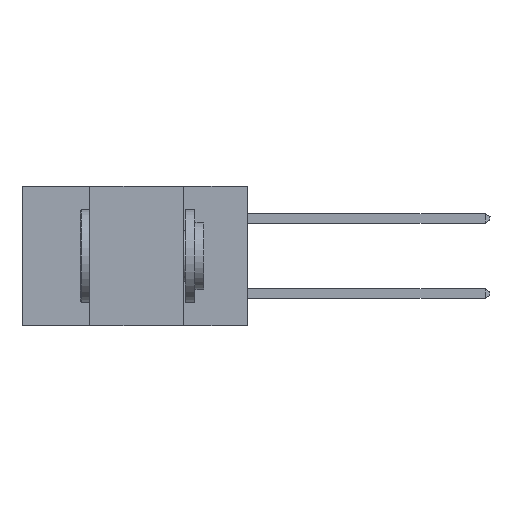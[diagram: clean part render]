
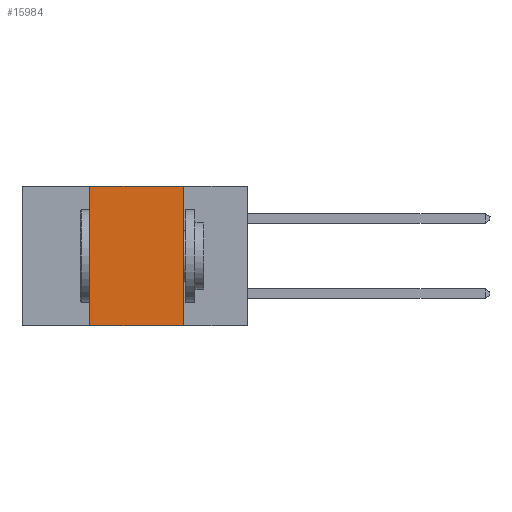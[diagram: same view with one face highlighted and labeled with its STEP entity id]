
A CAD part, left-side view. The second image highlights one B-rep face of the part: STEP entity #15984.
In plain terms, the highlighted planar face has unit normal (-1, 0, 0).
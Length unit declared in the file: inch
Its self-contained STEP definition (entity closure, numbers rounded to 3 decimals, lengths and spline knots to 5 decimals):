
#132 = CARTESIAN_POINT ( 'NONE',  ( 0., 0.42, 0. ) ) ;
#606 = CARTESIAN_POINT ( 'NONE',  ( 0., 0.17, 0. ) ) ;
#1381 = VECTOR ( 'NONE', #17305, 39.37008 ) ;
#2228 = CARTESIAN_POINT ( 'NONE',  ( 0., 0.42, -0.37 ) ) ;
#2313 = VERTEX_POINT ( 'NONE', #14367 ) ;
#2598 = ORIENTED_EDGE ( 'NONE', *, *, #13073, .T. ) ;
#4251 = PLANE ( 'NONE',  #8028 ) ;
#4960 = VERTEX_POINT ( 'NONE', #132 ) ;
#5135 = FACE_OUTER_BOUND ( 'NONE', #7305, .T. ) ;
#5181 = EDGE_CURVE ( 'NONE', #2313, #12571, #10302, .T. ) ;
#5585 = CARTESIAN_POINT ( 'NONE',  ( 0., 0.6, -0.37 ) ) ;
#6367 = ORIENTED_EDGE ( 'NONE', *, *, #17104, .F. ) ;
#7012 = DIRECTION ( 'NONE',  ( 0., -1., 0. ) ) ;
#7105 = VECTOR ( 'NONE', #7512, 39.37008 ) ;
#7305 = EDGE_LOOP ( 'NONE', ( #7459, #6367, #19841, #2598 ) ) ;
#7459 = ORIENTED_EDGE ( 'NONE', *, *, #5181, .F. ) ;
#7512 = DIRECTION ( 'NONE',  ( 0., 0., -1. ) ) ;
#7655 = EDGE_CURVE ( 'NONE', #8851, #4960, #10179, .T. ) ;
#8028 = AXIS2_PLACEMENT_3D ( 'NONE', #9398, #21032, #11083 ) ;
#8851 = VERTEX_POINT ( 'NONE', #2228 ) ;
#9398 = CARTESIAN_POINT ( 'NONE',  ( 0., 0.6, 0. ) ) ;
#10179 = LINE ( 'NONE', #11669, #13018 ) ;
#10302 = LINE ( 'NONE', #606, #7105 ) ;
#11083 = DIRECTION ( 'NONE',  ( 0., 0., -1. ) ) ;
#11669 = CARTESIAN_POINT ( 'NONE',  ( 0., 0.42, 0. ) ) ;
#11820 = CARTESIAN_POINT ( 'NONE',  ( 0., 0.6, 0. ) ) ;
#12571 = VERTEX_POINT ( 'NONE', #17010 ) ;
#13018 = VECTOR ( 'NONE', #16887, 39.37008 ) ;
#13073 = EDGE_CURVE ( 'NONE', #8851, #12571, #17660, .T. ) ;
#14367 = CARTESIAN_POINT ( 'NONE',  ( 0., 0.17, 0. ) ) ;
#14582 = LINE ( 'NONE', #11820, #15362 ) ;
#15362 = VECTOR ( 'NONE', #7012, 39.37008 ) ;
#15984 = ADVANCED_FACE ( 'NONE', ( #5135 ), #4251, .F. ) ;
#16887 = DIRECTION ( 'NONE',  ( 0., 0., 1. ) ) ;
#17010 = CARTESIAN_POINT ( 'NONE',  ( 0., 0.17, -0.37 ) ) ;
#17104 = EDGE_CURVE ( 'NONE', #4960, #2313, #14582, .T. ) ;
#17305 = DIRECTION ( 'NONE',  ( 0., -1., 0. ) ) ;
#17660 = LINE ( 'NONE', #5585, #1381 ) ;
#19841 = ORIENTED_EDGE ( 'NONE', *, *, #7655, .F. ) ;
#21032 = DIRECTION ( 'NONE',  ( 1., 0., 0. ) ) ;
